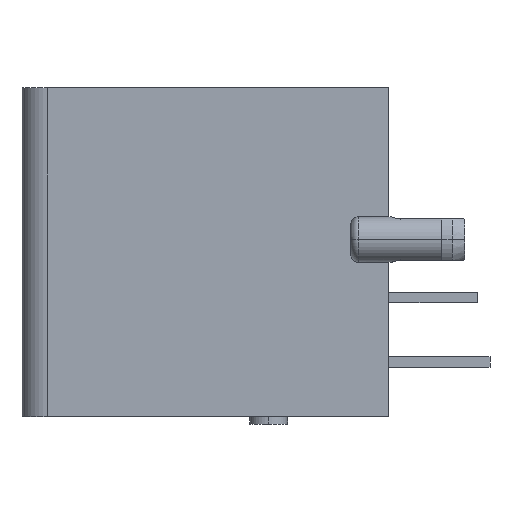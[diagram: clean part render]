
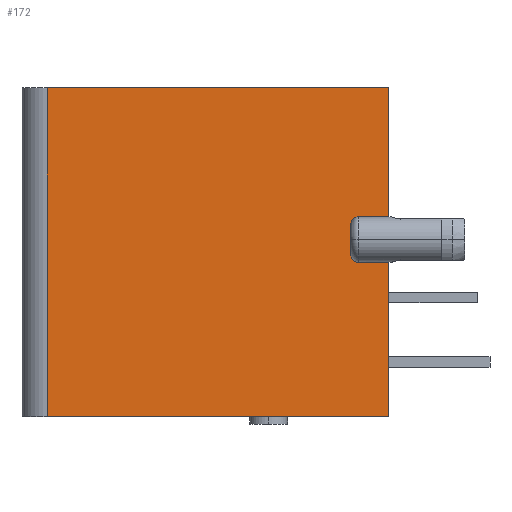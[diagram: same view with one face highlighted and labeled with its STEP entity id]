
A CAD part, left-side view. The second image highlights one B-rep face of the part: STEP entity #172.
In plain terms, the highlighted planar face has unit normal (-1, 0, 0).
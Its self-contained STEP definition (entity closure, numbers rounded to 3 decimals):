
#172=ADVANCED_FACE('',(#580),#581,.T.);
#580=FACE_OUTER_BOUND('',#1175,.T.);
#581=PLANE('',#1176);
#1175=EDGE_LOOP('',(#2576,#2577,#2578,#2579,#2580,#2581,#2582,#2583,#2584,#2585));
#1176=AXIS2_PLACEMENT_3D('',#2586,#2587,#2588);
#2576=ORIENTED_EDGE('',*,*,#4500,.F.);
#2577=ORIENTED_EDGE('',*,*,#4203,.F.);
#2578=ORIENTED_EDGE('',*,*,#4572,.T.);
#2579=ORIENTED_EDGE('',*,*,#4576,.T.);
#2580=ORIENTED_EDGE('',*,*,#4502,.F.);
#2581=ORIENTED_EDGE('',*,*,#4113,.F.);
#2582=ORIENTED_EDGE('',*,*,#4110,.F.);
#2583=ORIENTED_EDGE('',*,*,#4577,.F.);
#2584=ORIENTED_EDGE('',*,*,#4578,.F.);
#2585=ORIENTED_EDGE('',*,*,#4579,.T.);
#2586=CARTESIAN_POINT('',(-6.1,14.5,0.0));
#2587=DIRECTION('',(-1.0,0.0,0.0));
#2588=DIRECTION('',(0.0,0.0,1.0));
#4110=EDGE_CURVE('',#5012,#5014,#5015,.T.);
#4113=EDGE_CURVE('',#5014,#5019,#5020,.T.);
#4203=EDGE_CURVE('',#5190,#5192,#5193,.T.);
#4500=EDGE_CURVE('',#5192,#5719,#5720,.T.);
#4502=EDGE_CURVE('',#5019,#5722,#5723,.T.);
#4572=EDGE_CURVE('',#5190,#5828,#5830,.T.);
#4576=EDGE_CURVE('',#5828,#5722,#5836,.T.);
#4577=EDGE_CURVE('',#5837,#5012,#5838,.T.);
#4578=EDGE_CURVE('',#5839,#5837,#5840,.T.);
#4579=EDGE_CURVE('',#5839,#5719,#5841,.T.);
#5012=VERTEX_POINT('',#6414);
#5014=VERTEX_POINT('',#6416);
#5015=B_SPLINE_CURVE_WITH_KNOTS('',3,(#6417,#6418,#6419,#6420,#6421,#6422,#6423,#6424,#6425,#6426,#6427,#6428),.UNSPECIFIED.,.F.,.F.,(4,1,1,1,1,1,1,1,1,4),(0.0,0.111,0.222,0.333,0.444,0.556,0.667,0.778,0.889,1.0),.UNSPECIFIED.);
#5019=VERTEX_POINT('',#6433);
#5020=LINE('',#6434,#6435);
#5190=VERTEX_POINT('',#6789);
#5192=VERTEX_POINT('',#6791);
#5193=LINE('',#6792,#6793);
#5719=VERTEX_POINT('',#7596);
#5720=LINE('',#7597,#7598);
#5722=VERTEX_POINT('',#7600);
#5723=LINE('',#7601,#7602);
#5828=VERTEX_POINT('',#7845);
#5830=LINE('',#7847,#7848);
#5836=LINE('',#7867,#7868);
#5837=VERTEX_POINT('',#7869);
#5838=LINE('',#7870,#7871);
#5839=VERTEX_POINT('',#7872);
#5840=B_SPLINE_CURVE_WITH_KNOTS('',3,(#7873,#7874,#7875,#7876,#7877,#7878,#7879,#7880,#7881,#7882,#7883,#7884),.UNSPECIFIED.,.F.,.F.,(4,1,1,1,1,1,1,1,1,4),(0.0,0.111,0.222,0.333,0.444,0.556,0.667,0.778,0.889,1.0),.UNSPECIFIED.);
#5841=LINE('',#7885,#7886);
#6414=CARTESIAN_POINT('',(-6.1,1.5,-6.592));
#6416=CARTESIAN_POINT('',(-6.1,1.2,-6.894));
#6417=CARTESIAN_POINT('',(-6.1,1.5,-6.592));
#6418=CARTESIAN_POINT('',(-6.1,1.5,-6.61));
#6419=CARTESIAN_POINT('',(-6.1,1.497,-6.645));
#6420=CARTESIAN_POINT('',(-6.1,1.483,-6.697));
#6421=CARTESIAN_POINT('',(-6.1,1.461,-6.744));
#6422=CARTESIAN_POINT('',(-6.1,1.43,-6.788));
#6423=CARTESIAN_POINT('',(-6.1,1.393,-6.825));
#6424=CARTESIAN_POINT('',(-6.1,1.35,-6.856));
#6425=CARTESIAN_POINT('',(-6.1,1.303,-6.878));
#6426=CARTESIAN_POINT('',(-6.1,1.252,-6.891));
#6427=CARTESIAN_POINT('',(-6.1,1.218,-6.894));
#6428=CARTESIAN_POINT('',(-6.1,1.2,-6.894));
#6433=CARTESIAN_POINT('',(-6.1,0.0,-6.894));
#6434=CARTESIAN_POINT('',(-6.1,1.2,-6.894));
#6435=VECTOR('',#8812,1.2);
#6789=CARTESIAN_POINT('',(-6.1,13.5,0.0));
#6791=CARTESIAN_POINT('',(-6.1,0.0,0.0));
#6792=CARTESIAN_POINT('',(-6.1,13.5,0.0));
#6793=VECTOR('',#8952,13.5);
#7596=CARTESIAN_POINT('',(-6.1,0.0,-5.106));
#7597=CARTESIAN_POINT('',(-6.1,0.0,0.0));
#7598=VECTOR('',#9287,5.106);
#7600=CARTESIAN_POINT('',(-6.1,0.0,-13.0));
#7601=CARTESIAN_POINT('',(-6.1,0.0,-6.894));
#7602=VECTOR('',#9291,6.106);
#7845=CARTESIAN_POINT('',(-6.1,13.5,-13.0));
#7847=CARTESIAN_POINT('',(-6.1,13.5,0.0));
#7848=VECTOR('',#9381,13.0);
#7867=CARTESIAN_POINT('',(-6.1,13.5,-13.0));
#7868=VECTOR('',#9384,13.5);
#7869=CARTESIAN_POINT('',(-6.1,1.5,-5.408));
#7870=CARTESIAN_POINT('',(-6.1,1.5,-5.408));
#7871=VECTOR('',#9385,1.183);
#7872=CARTESIAN_POINT('',(-6.1,1.2,-5.106));
#7873=CARTESIAN_POINT('',(-6.1,1.2,-5.106));
#7874=CARTESIAN_POINT('',(-6.1,1.218,-5.106));
#7875=CARTESIAN_POINT('',(-6.1,1.252,-5.109));
#7876=CARTESIAN_POINT('',(-6.1,1.303,-5.122));
#7877=CARTESIAN_POINT('',(-6.1,1.35,-5.144));
#7878=CARTESIAN_POINT('',(-6.1,1.393,-5.175));
#7879=CARTESIAN_POINT('',(-6.1,1.43,-5.212));
#7880=CARTESIAN_POINT('',(-6.1,1.461,-5.256));
#7881=CARTESIAN_POINT('',(-6.1,1.483,-5.303));
#7882=CARTESIAN_POINT('',(-6.1,1.497,-5.355));
#7883=CARTESIAN_POINT('',(-6.1,1.5,-5.39));
#7884=CARTESIAN_POINT('',(-6.1,1.5,-5.408));
#7885=CARTESIAN_POINT('',(-6.1,1.2,-5.106));
#7886=VECTOR('',#9386,1.2);
#8812=DIRECTION('',(0.0,-1.0,0.0));
#8952=DIRECTION('',(0.0,-1.0,0.0));
#9287=DIRECTION('',(0.0,0.0,-1.0));
#9291=DIRECTION('',(0.0,0.0,-1.0));
#9381=DIRECTION('',(0.0,0.0,-1.0));
#9384=DIRECTION('',(0.0,-1.0,0.0));
#9385=DIRECTION('',(0.0,0.0,-1.0));
#9386=DIRECTION('',(0.0,-1.0,0.0));
